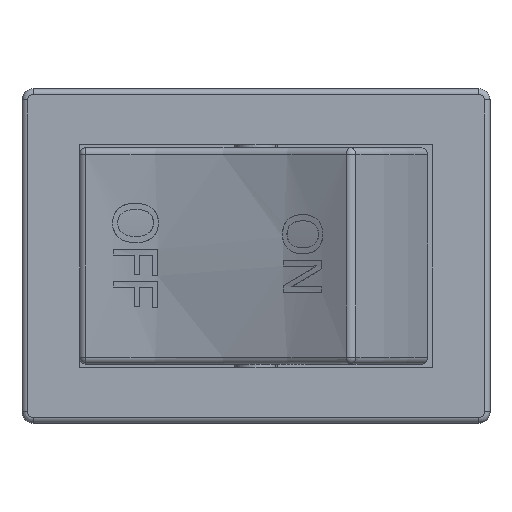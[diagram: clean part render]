
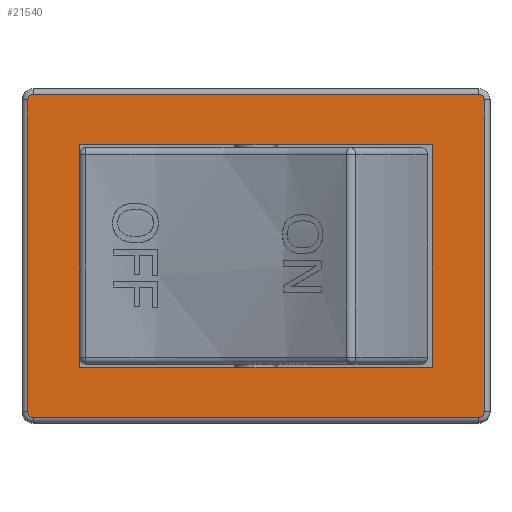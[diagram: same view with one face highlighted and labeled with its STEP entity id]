
A CAD part, top view. The second image highlights one B-rep face of the part: STEP entity #21540.
In plain terms, the highlighted planar face has unit normal (0, 0, 1).
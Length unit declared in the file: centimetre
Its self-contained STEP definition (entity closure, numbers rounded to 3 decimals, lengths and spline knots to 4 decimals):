
#1146=FACE_BOUND('',#4247,.T.);
#1872=PLANE('',#22454);
#3011=FACE_OUTER_BOUND('',#4246,.T.);
#4246=EDGE_LOOP('',(#20149,#20150,#20151,#20152,#20153,#20154,#20155,#20156));
#4247=EDGE_LOOP('',(#20157,#20158,#20159,#20160));
#4379=CIRCLE('',#22434,0.025);
#4383=CIRCLE('',#22438,0.025);
#4387=CIRCLE('',#22444,0.025);
#4391=CIRCLE('',#22448,0.025);
#6605=LINE('',#44460,#8925);
#6609=LINE('',#44469,#8929);
#6612=LINE('',#44473,#8932);
#6614=LINE('',#44477,#8934);
#6615=LINE('',#44483,#8935);
#6617=LINE('',#44519,#8937);
#6620=LINE('',#44526,#8940);
#6622=LINE('',#44557,#8942);
#8925=VECTOR('',#26368,1.);
#8929=VECTOR('',#26374,1.);
#8932=VECTOR('',#26379,1.);
#8934=VECTOR('',#26385,1.);
#8935=VECTOR('',#26390,1.);
#8937=VECTOR('',#26410,1.);
#8940=VECTOR('',#26417,1.);
#8942=VECTOR('',#26433,1.);
#11026=VERTEX_POINT('',#44457);
#11027=VERTEX_POINT('',#44459);
#11030=VERTEX_POINT('',#44466);
#11031=VERTEX_POINT('',#44468);
#11033=VERTEX_POINT('',#44480);
#11034=VERTEX_POINT('',#44482);
#11037=VERTEX_POINT('',#44497);
#11038=VERTEX_POINT('',#44510);
#11041=VERTEX_POINT('',#44517);
#11042=VERTEX_POINT('',#44522);
#11045=VERTEX_POINT('',#44537);
#11046=VERTEX_POINT('',#44550);
#14075=EDGE_CURVE('',#11027,#11026,#6605,.T.);
#14079=EDGE_CURVE('',#11031,#11030,#6609,.T.);
#14082=EDGE_CURVE('',#11030,#11027,#6612,.T.);
#14084=EDGE_CURVE('',#11026,#11031,#6614,.T.);
#14086=EDGE_CURVE('',#11033,#11034,#6615,.T.);
#14090=EDGE_CURVE('',#11037,#11033,#4379,.T.);
#14094=EDGE_CURVE('',#11034,#11038,#4383,.T.);
#14096=EDGE_CURVE('',#11041,#11037,#6617,.T.);
#14100=EDGE_CURVE('',#11038,#11042,#6620,.T.);
#14102=EDGE_CURVE('',#11045,#11041,#4387,.T.);
#14106=EDGE_CURVE('',#11042,#11046,#4391,.T.);
#14108=EDGE_CURVE('',#11046,#11045,#6622,.T.);
#20149=ORIENTED_EDGE('',*,*,#14086,.F.);
#20150=ORIENTED_EDGE('',*,*,#14090,.F.);
#20151=ORIENTED_EDGE('',*,*,#14096,.F.);
#20152=ORIENTED_EDGE('',*,*,#14102,.F.);
#20153=ORIENTED_EDGE('',*,*,#14108,.F.);
#20154=ORIENTED_EDGE('',*,*,#14106,.F.);
#20155=ORIENTED_EDGE('',*,*,#14100,.F.);
#20156=ORIENTED_EDGE('',*,*,#14094,.F.);
#20157=ORIENTED_EDGE('',*,*,#14079,.T.);
#20158=ORIENTED_EDGE('',*,*,#14082,.T.);
#20159=ORIENTED_EDGE('',*,*,#14075,.T.);
#20160=ORIENTED_EDGE('',*,*,#14084,.T.);
#21540=ADVANCED_FACE('',(#3011,#1146),#1872,.T.);
#22434=AXIS2_PLACEMENT_3D('',#44499,#26396,#26397);
#22438=AXIS2_PLACEMENT_3D('',#44514,#26404,#26405);
#22444=AXIS2_PLACEMENT_3D('',#44539,#26420,#26421);
#22448=AXIS2_PLACEMENT_3D('',#44554,#26428,#26429);
#22454=AXIS2_PLACEMENT_3D('',#44567,#26447,#26448);
#26368=DIRECTION('',(-1.,0.,0.));
#26374=DIRECTION('',(1.,0.,0.));
#26379=DIRECTION('',(0.,-1.,0.));
#26385=DIRECTION('',(0.,1.,0.));
#26390=DIRECTION('',(1.,0.,0.));
#26396=DIRECTION('center_axis',(0.,0.,
-1.));
#26397=DIRECTION('ref_axis',(-0.707,0.707,0.));
#26404=DIRECTION('center_axis',(0.,0.,
-1.));
#26405=DIRECTION('ref_axis',(0.707,0.707,0.));
#26410=DIRECTION('',(0.,1.,0.));
#26417=DIRECTION('',(0.,-1.,0.));
#26420=DIRECTION('center_axis',(0.,0.,
-1.));
#26421=DIRECTION('ref_axis',(-0.707,-0.707,0.));
#26428=DIRECTION('center_axis',(0.,0.,
-1.));
#26429=DIRECTION('ref_axis',(0.707,-0.707,0.));
#26433=DIRECTION('',(-1.,0.,0.));
#26447=DIRECTION('center_axis',(0.,0.,
1.));
#26448=DIRECTION('ref_axis',(1.,0.,0.));
#44457=CARTESIAN_POINT('',(-0.79,-0.5,1.36));
#44459=CARTESIAN_POINT('',(0.79,-0.5,1.36));
#44460=CARTESIAN_POINT('',(-0.395,-0.5,1.36));
#44466=CARTESIAN_POINT('',(0.79,0.5,1.36));
#44468=CARTESIAN_POINT('',(-0.79,0.5,1.36));
#44469=CARTESIAN_POINT('',(0.,0.5,1.36));
#44473=CARTESIAN_POINT('',(0.79,0.225,1.36));
#44477=CARTESIAN_POINT('',(-0.79,0.225,1.36));
#44480=CARTESIAN_POINT('',(-1.,0.725,1.36));
#44482=CARTESIAN_POINT('',(1.,0.725,1.36));
#44483=CARTESIAN_POINT('',(-0.5,0.725,1.36));
#44497=CARTESIAN_POINT('',(-1.025,0.7,1.36));
#44499=CARTESIAN_POINT('Origin',(-1.,0.7,1.36));
#44510=CARTESIAN_POINT('',(1.025,0.7,1.36));
#44514=CARTESIAN_POINT('Origin',(1.,0.7,1.36));
#44517=CARTESIAN_POINT('',(-1.025,-0.7,1.36));
#44519=CARTESIAN_POINT('',(-1.025,-0.35,1.36));
#44522=CARTESIAN_POINT('',(1.025,-0.7,1.36));
#44526=CARTESIAN_POINT('',(1.025,0.35,1.36));
#44537=CARTESIAN_POINT('',(-1.,-0.725,1.36));
#44539=CARTESIAN_POINT('Origin',(-1.,-0.7,1.36));
#44550=CARTESIAN_POINT('',(1.,-0.725,1.36));
#44554=CARTESIAN_POINT('Origin',(1.,-0.7,1.36));
#44557=CARTESIAN_POINT('',(0.5,-0.725,1.36));
#44567=CARTESIAN_POINT('Origin',(0.,0.,1.36));
